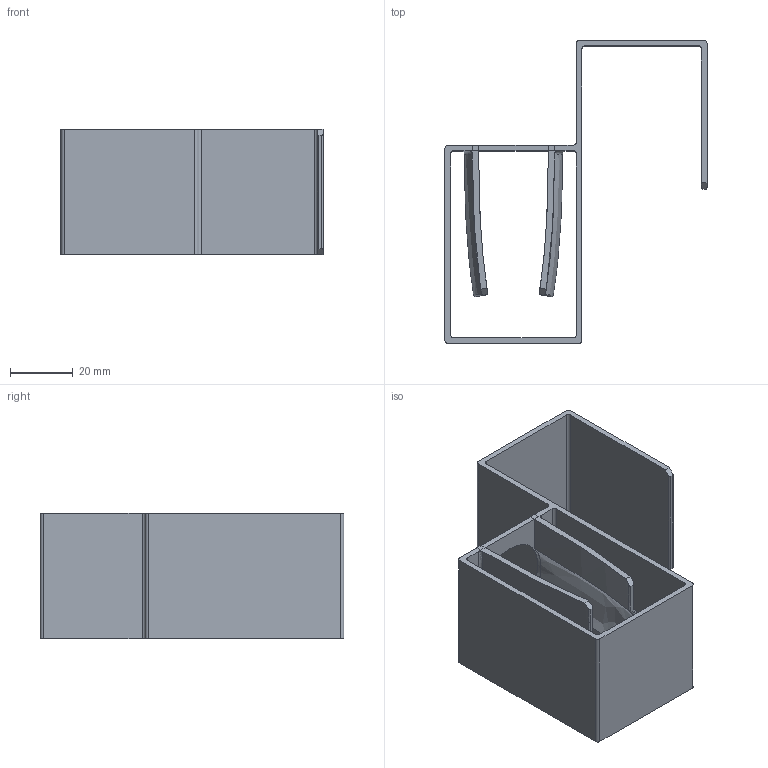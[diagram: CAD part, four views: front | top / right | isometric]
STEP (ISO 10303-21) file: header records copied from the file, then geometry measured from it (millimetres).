
FILE_DESCRIPTION(('FreeCAD Model'),'2;1');
FILE_NAME('Open CASCADE Shape Model','2025-10-09T17:31:28',(''),(''), 'Open CASCADE STEP processor 7.8','FreeCAD','Unknown');
FILE_SCHEMA(('AUTOMOTIVE_DESIGN { 1 0 10303 214 1 1 1 1 }'));
Length unit declared in the file: millimetre
Products named in the file (1): bd-bottle
Bounding box: 83.4 x 96.6 x 40 mm (x, y, z)
Volume: 29278.7 mm3; surface area: 33735 mm2
Topology: 1 solids, 1 shells, 91 faces, 249 edges, 155 vertices
Faces by surface type: plane 39, bspline 32, cylinder 15, torus 5
Full cylindrical faces by diameter (mm): 28 x1
Entity records: 10422 total; most frequent: CARTESIAN_POINT 6078, DIRECTION 619, ORIENTED_EDGE 494, PCURVE 494, DEFINITIONAL_REPRESENTATION 494, LINE 399, VECTOR 399, B_SPLINE_CURVE_WITH_KNOTS 252
